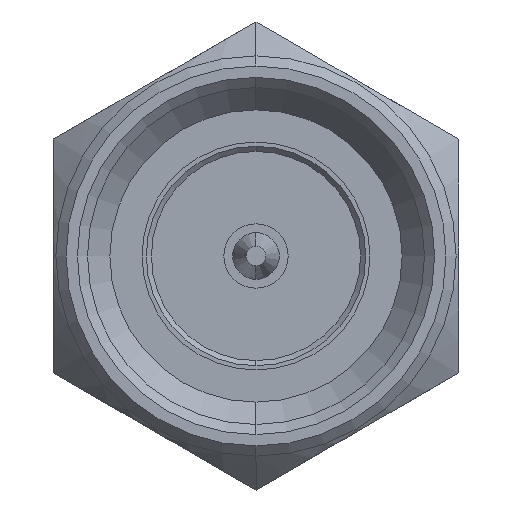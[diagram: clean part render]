
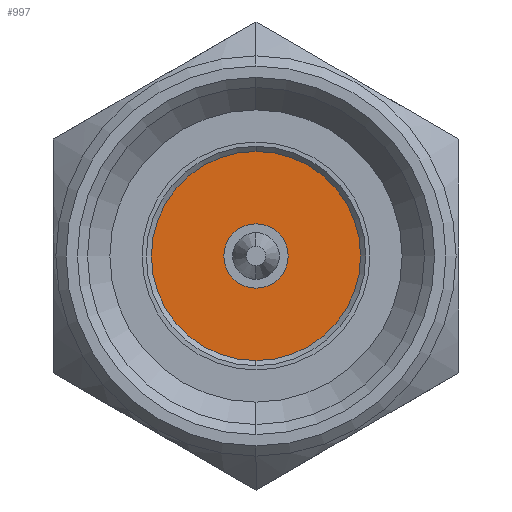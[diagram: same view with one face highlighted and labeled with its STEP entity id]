
A CAD part, left-side view. The second image highlights one B-rep face of the part: STEP entity #997.
In plain terms, the highlighted planar face has unit normal (-1, 0, 0).
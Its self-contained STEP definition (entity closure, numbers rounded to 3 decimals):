
#64 = PLANE ( 'NONE',  #1003 ) ;
#98 = CARTESIAN_POINT ( 'NONE',  ( 2.957, 0., 0. ) ) ;
#107 = EDGE_LOOP ( 'NONE', ( #1760, #1935 ) ) ;
#159 = EDGE_CURVE ( 'NONE', #1647, #1736, #1049, .T. ) ;
#275 = CARTESIAN_POINT ( 'NONE',  ( 2.957, 0., 0. ) ) ;
#347 = CARTESIAN_POINT ( 'NONE',  ( 2.957, 0., 2.065 ) ) ;
#361 = FACE_OUTER_BOUND ( 'NONE', #820, .T. ) ;
#363 = AXIS2_PLACEMENT_3D ( 'NONE', #98, #1320, #2031 ) ;
#372 = VERTEX_POINT ( 'NONE', #506 ) ;
#412 = CARTESIAN_POINT ( 'NONE',  ( 2.957, 2.065, 0. ) ) ;
#506 = CARTESIAN_POINT ( 'NONE',  ( 2.957, 0., -2.065 ) ) ;
#540 = CARTESIAN_POINT ( 'NONE',  ( 2.957, 0., 0. ) ) ;
#574 = DIRECTION ( 'NONE',  ( 0., 0., 1. ) ) ;
#577 = CIRCLE ( 'NONE', #1170, 2.065 ) ;
#585 = DIRECTION ( 'NONE',  ( 0., 0., -1. ) ) ;
#724 = EDGE_CURVE ( 'NONE', #372, #2226, #577, .T. ) ;
#737 = CARTESIAN_POINT ( 'NONE',  ( 2.957, 0., -0.635 ) ) ;
#820 = EDGE_LOOP ( 'NONE', ( #1896, #1369 ) ) ;
#914 = CARTESIAN_POINT ( 'NONE',  ( 2.957, 0., 0.635 ) ) ;
#928 = DIRECTION ( 'NONE',  ( -1., 0., 0. ) ) ;
#997 = ADVANCED_FACE ( 'NONE', ( #2158, #361 ), #64, .F. ) ;
#1003 = AXIS2_PLACEMENT_3D ( 'NONE', #412, #1687, #585 ) ;
#1049 = CIRCLE ( 'NONE', #363, 0.635 ) ;
#1115 = DIRECTION ( 'NONE',  ( 0., 0., 1. ) ) ;
#1170 = AXIS2_PLACEMENT_3D ( 'NONE', #275, #1714, #1514 ) ;
#1320 = DIRECTION ( 'NONE',  ( -1., 0., 0. ) ) ;
#1369 = ORIENTED_EDGE ( 'NONE', *, *, #724, .T. ) ;
#1490 = CARTESIAN_POINT ( 'NONE',  ( 2.957, 0., 0. ) ) ;
#1514 = DIRECTION ( 'NONE',  ( 0., 0., 1. ) ) ;
#1555 = AXIS2_PLACEMENT_3D ( 'NONE', #540, #928, #1115 ) ;
#1647 = VERTEX_POINT ( 'NONE', #737 ) ;
#1674 = EDGE_CURVE ( 'NONE', #1736, #1647, #1848, .T. ) ;
#1676 = DIRECTION ( 'NONE',  ( -1., 0., 0. ) ) ;
#1687 = DIRECTION ( 'NONE',  ( 1., 0., 0. ) ) ;
#1714 = DIRECTION ( 'NONE',  ( -1., 0., 0. ) ) ;
#1717 = EDGE_CURVE ( 'NONE', #2226, #372, #2187, .T. ) ;
#1736 = VERTEX_POINT ( 'NONE', #914 ) ;
#1760 = ORIENTED_EDGE ( 'NONE', *, *, #1674, .F. ) ;
#1848 = CIRCLE ( 'NONE', #1555, 0.635 ) ;
#1896 = ORIENTED_EDGE ( 'NONE', *, *, #1717, .T. ) ;
#1935 = ORIENTED_EDGE ( 'NONE', *, *, #159, .F. ) ;
#2031 = DIRECTION ( 'NONE',  ( 0., 0., 1. ) ) ;
#2034 = AXIS2_PLACEMENT_3D ( 'NONE', #1490, #1676, #574 ) ;
#2158 = FACE_BOUND ( 'NONE', #107, .T. ) ;
#2187 = CIRCLE ( 'NONE', #2034, 2.065 ) ;
#2226 = VERTEX_POINT ( 'NONE', #347 ) ;
